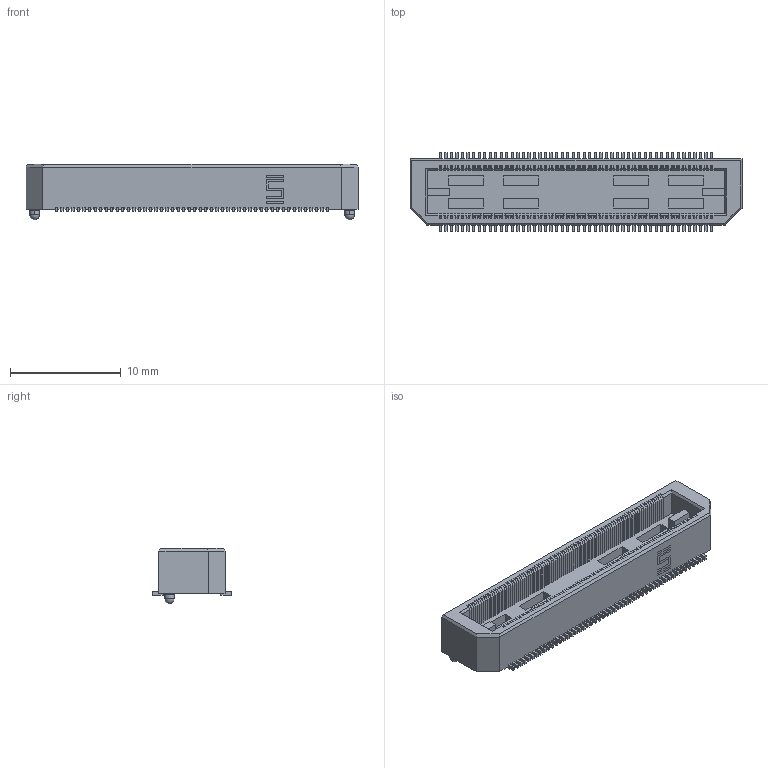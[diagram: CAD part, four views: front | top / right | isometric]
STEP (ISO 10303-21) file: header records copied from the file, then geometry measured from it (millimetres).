
FILE_DESCRIPTION(('FreeCAD Model'),'2;1');
FILE_NAME('CONN2463.stp','2016-07-19T08:17:44' ,('FreeCAD'),('FreeCAD'),'Open CASCADE STEP processor 6.3','FreeCAD', 'Unknown');
FILE_SCHEMA(('AUTOMOTIVE_DESIGN_CC2 { 1 2 10303 214 -1 1 5 4 }'));
Length unit declared in the file: millimetre
Products named in the file (101): =>[0:1:1:2]097; =>[0:1:1:2]099; =>[0:1:1:2]098; =>[0:1:1:2]019; =>[0:1:1:2]020; =>[0:1:1:2]016; =>[0:1:1:2]017; =>[0:1:1:2]015; =>[0:1:1:2]014; =>[0:1:1:2]018; =>[0:1:1:2]087; =>[0:1:1:2]081; =>[0:1:1:2]089; =>[0:1:1:2]088; =>[0:1:1:2]086; =>[0:1:1:2]078; =>[0:1:1:2]085; =>[0:1:1:2]079; =>[0:1:1:2]084; =>[0:1:1:2]083; =>[0:1:1:2]082; =>[0:1:1:2]080; =>[0:1:1:2]003; =>[0:1:1:2]010; =>[0:1:1:2]009; =>[0:1:1:2]008; =>[0:1:1:2]007; =>[0:1:1:2]006; =>[0:1:1:2]005; =>[0:1:1:2]004; =>[0:1:1:2]002; =>[0:1:1:2]011; =>[0:1:1:2]001; =>[0:1:1:2]; =>[0:1:1:2]013; =>[0:1:1:2]012; =>[0:1:1:2]040; =>[0:1:1:2]039; =>[0:1:1:2]038; =>[0:1:1:3] ...
Bounding box: 30 x 7.11 x 5.02 mm (x, y, z)
Volume: 406.8 mm3; surface area: 1972.2 mm2
Topology: 101 solids, 101 shells, 6163 faces, 17428 edges, 11482 vertices
Faces by surface type: plane 5453, cylinder 504, bspline 200, torus 4, sphere 2
Entity records: 425609 total; most frequent: CARTESIAN_POINT 81460, DIRECTION 61078, LINE 46602, VECTOR 46602, ORIENTED_EDGE 34852, PCURVE 34852, DEFINITIONAL_REPRESENTATION 34852, EDGE_CURVE 17426
